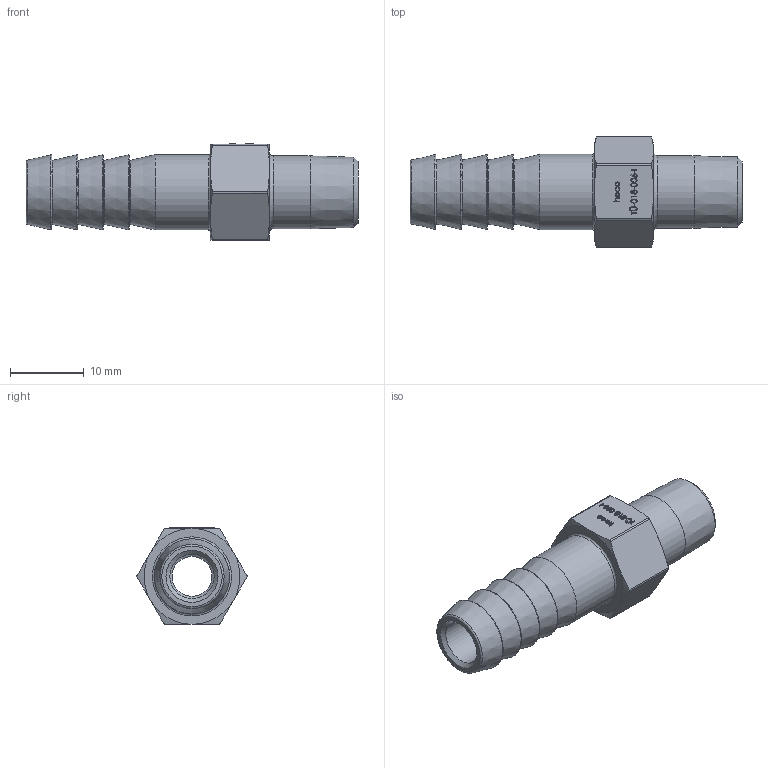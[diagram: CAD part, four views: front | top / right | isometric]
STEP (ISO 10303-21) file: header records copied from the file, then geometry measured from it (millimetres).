
FILE_DESCRIPTION (( 'STEP AP214' ), '1' );
FILE_NAME ('heco TÜ-018-006-I.STEP', '2016-01-12T13:36:33', ( 'test' ), ( '' ), 'SwSTEP 2.0', 'SolidWorks 2011', '' );
FILE_SCHEMA (( 'AUTOMOTIVE_DESIGN' ));
Length unit declared in the file: millimetre
Products named in the file (1): heco TÜ-018-006-I
Bounding box: 45 x 14.93 x 13.1 mm (x, y, z)
Volume: 2706.8 mm3; surface area: 2572.9 mm2
Topology: 1 solids, 1 shells, 238 faces, 588 edges, 384 vertices
Faces by surface type: bspline 103, plane 92, cone 22, torus 11, cylinder 10
Full cylindrical faces by diameter (mm): 5.4 x1, 6 x1, 9.884 x1, 10.2 x1
Entity records: 14596 total; most frequent: CARTESIAN_POINT 7921, ORIENTED_EDGE 1114, DIRECTION 631, EDGE_CURVE 557, VERTEX_POINT 378, EDGE_LOOP 297, LINE 271, VECTOR 271
